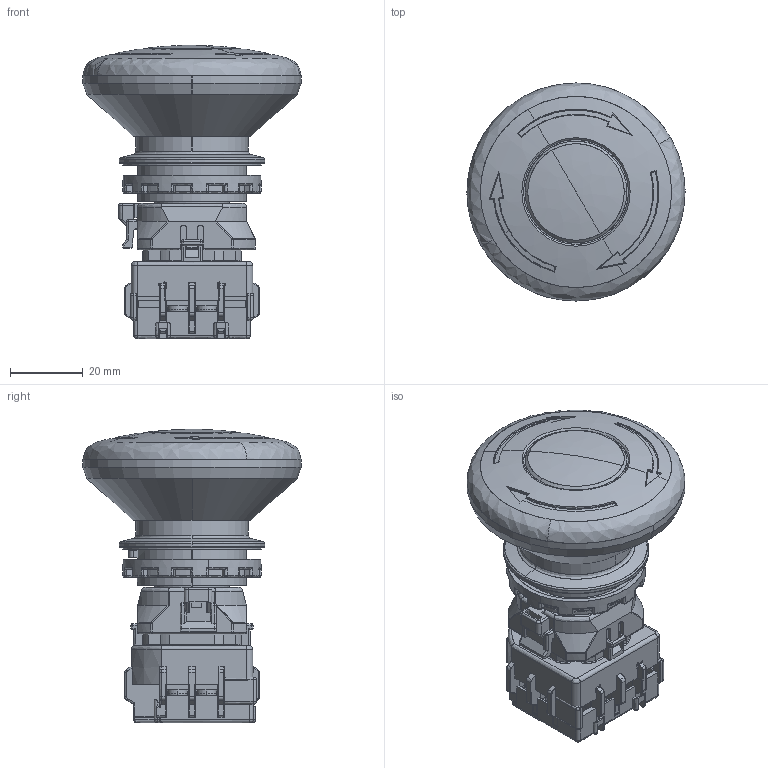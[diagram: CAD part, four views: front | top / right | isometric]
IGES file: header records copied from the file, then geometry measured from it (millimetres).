
Start section: SolidWorks IGES file using analytic representation for surfaces
Global section: file name: XN1E-BV5xxMF$.IGS; native system: SolidWorks 2019; preprocessor: SolidWorks 2019; author: 1003605; date: 201203.172042; units: millimetre
Bounding box: 60 x 60 x 80.7 mm (x, y, z)
Surface area: 29807.3 mm2 (no closed solid volume)
Topology: 0 solids, 0 shells, 1671 faces, 13392 edges, 13283 vertices
Faces by surface type: bspline 1130, revolution 541
